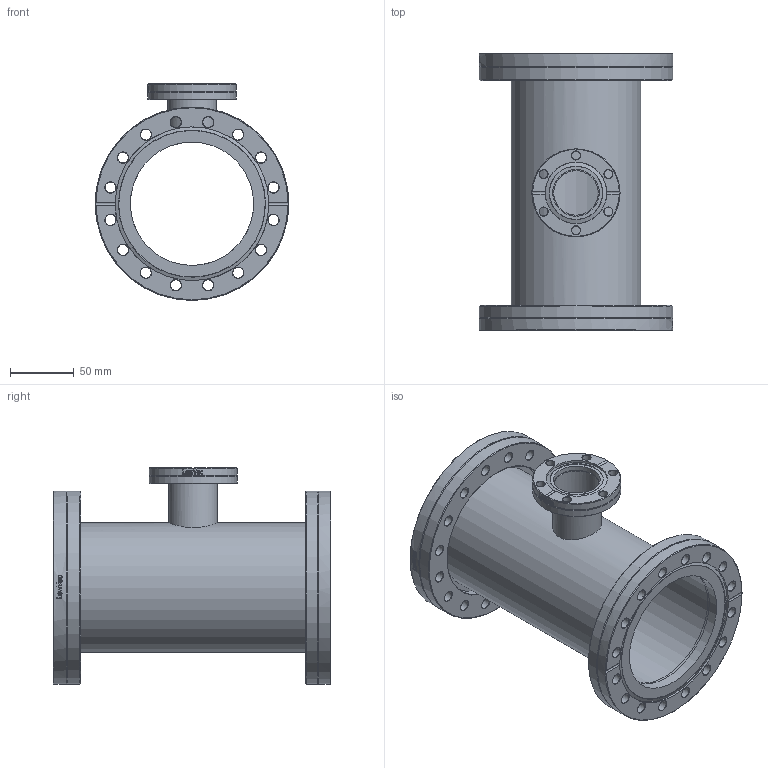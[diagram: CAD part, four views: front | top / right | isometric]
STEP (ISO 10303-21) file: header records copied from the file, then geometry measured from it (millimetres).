
FILE_DESCRIPTION(/* description */ (''),/* implementation_level */ '2;1');
FILE_NAME(/* name */ 'FL-RT100-40CF.stp',/* time_stamp */ '2018-02-22T09:28:11+00:00',/* author */ ('paul'),/* organization */ (''),/* preprocessor_version */ 'ST-DEVELOPER v16.13',/* originating_system */ 'Autodesk Inventor 2018',/* authorisation */ '');
FILE_SCHEMA (('AUTOMOTIVE_DESIGN { 1 0 10303 214 3 1 1 }'));
Length unit declared in the file: millimetre
Products named in the file (10): FL-RT100-40CF; FL-100CF-102; FL-100CFR-102; FL-100CF rotatable outer; FL-100CF rotatable inner bored for 101.6 OD tube; main tube; FL-40CFR-38; FL-40CF-OUT; FL-40CF-INB38.1; side tube
Assembly tree (9 placements, depth 3):
  FL-RT100-40CF
    FL-100CF-102
    FL-100CFR-102
      FL-100CF rotatable outer
      FL-100CF rotatable inner bored for 101.6 OD tube
    main tube
    FL-40CFR-38
      FL-40CF-OUT
      FL-40CF-INB38.1
    side tube
Bounding box: 151.6 x 217.71 x 170 mm (x, y, z)
Volume: 540908.1 mm3; surface area: 248106.2 mm2
Topology: 7 solids, 7 shells, 462 faces, 1214 edges, 793 vertices
Faces by surface type: bspline 147, plane 124, cone 95, cylinder 93, torus 3
Full cylindrical faces by diameter (mm): 6.7 x6, 8.4 x32, 35 x1, 36.6 x1, 38.1 x2, 38.2 x1, 45.5 x1, 48.1 x1, 48.3 x1, 69.1 x2, 96.8 x2, 97 x1, 101.6 x1, 101.9 x2, 110.8 x1, 120.4 x1, 120.6 x2, 151.6 x4
Entity records: 38324 total; most frequent: CARTESIAN_POINT 27923, ORIENTED_EDGE 2028, DIRECTION 1803, EDGE_CURVE 1014, VERTEX_POINT 747, EDGE_LOOP 735, AXIS2_PLACEMENT_3D 731, FACE_OUTER_BOUND 462
